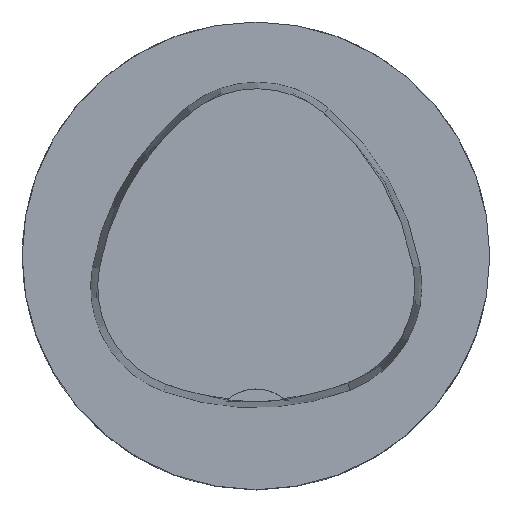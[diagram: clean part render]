
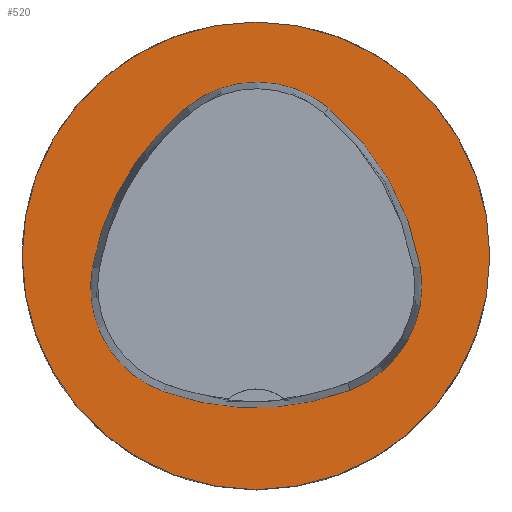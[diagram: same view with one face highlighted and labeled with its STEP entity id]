
A CAD part, top view. The second image highlights one B-rep face of the part: STEP entity #520.
In plain terms, the highlighted planar face has unit normal (0, 0, 1).
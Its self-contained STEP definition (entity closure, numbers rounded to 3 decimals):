
#462=FACE_BOUND('',#764,.T.);
#463=FACE_BOUND('',#765,.T.);
#520=ADVANCED_FACE('',(#462,#463),#603,.T.);
#603=PLANE('',#1889);
#764=EDGE_LOOP('',(#999,#1000,#1001,#1002,#1003,#1004));
#765=EDGE_LOOP('',(#1005));
#999=ORIENTED_EDGE('',*,*,#1546,.T.);
#1000=ORIENTED_EDGE('',*,*,#1526,.T.);
#1001=ORIENTED_EDGE('',*,*,#1530,.T.);
#1002=ORIENTED_EDGE('',*,*,#1533,.T.);
#1003=ORIENTED_EDGE('',*,*,#1536,.T.);
#1004=ORIENTED_EDGE('',*,*,#1544,.T.);
#1005=ORIENTED_EDGE('',*,*,#1517,.F.);
#1348=VERTEX_POINT('',#2720);
#1357=VERTEX_POINT('',#2739);
#1358=VERTEX_POINT('',#2740);
#1361=VERTEX_POINT('',#2748);
#1363=VERTEX_POINT('',#2754);
#1365=VERTEX_POINT('',#2760);
#1372=VERTEX_POINT('',#2781);
#1517=EDGE_CURVE('',#1348,#1348,#1702,.T.);
#1526=EDGE_CURVE('',#1357,#1358,#1703,.T.);
#1530=EDGE_CURVE('',#1358,#1361,#1705,.T.);
#1533=EDGE_CURVE('',#1361,#1363,#1707,.T.);
#1536=EDGE_CURVE('',#1363,#1365,#1709,.T.);
#1544=EDGE_CURVE('',#1365,#1372,#1713,.T.);
#1546=EDGE_CURVE('',#1372,#1357,#1715,.T.);
#1702=CIRCLE('',#1861,31.5);
#1703=CIRCLE('',#1867,36.);
#1705=CIRCLE('',#1870,15.);
#1707=CIRCLE('',#1873,36.);
#1709=CIRCLE('',#1876,15.);
#1713=CIRCLE('',#1881,36.);
#1715=CIRCLE('',#1884,15.);
#1861=AXIS2_PLACEMENT_3D('',#2719,#2138,#2139);
#1867=AXIS2_PLACEMENT_3D('',#2738,#2154,#2155);
#1870=AXIS2_PLACEMENT_3D('',#2747,#2162,#2163);
#1873=AXIS2_PLACEMENT_3D('',#2753,#2169,#2170);
#1876=AXIS2_PLACEMENT_3D('',#2759,#2176,#2177);
#1881=AXIS2_PLACEMENT_3D('',#2782,#2188,#2189);
#1884=AXIS2_PLACEMENT_3D('',#2785,#2194,#2195);
#1889=AXIS2_PLACEMENT_3D('',#2790,#2204,#2205);
#2138=DIRECTION('',(0.,0.,-1.));
#2139=DIRECTION('',(-1.,0.,0.));
#2154=DIRECTION('',(0.,0.,-1.));
#2155=DIRECTION('',(-1.,0.,0.));
#2162=DIRECTION('',(0.,0.,-1.));
#2163=DIRECTION('',(-1.,0.,0.));
#2169=DIRECTION('',(0.,0.,-1.));
#2170=DIRECTION('',(-1.,0.,0.));
#2176=DIRECTION('',(0.,0.,-1.));
#2177=DIRECTION('',(-1.,0.,0.));
#2188=DIRECTION('',(0.,0.,-1.));
#2189=DIRECTION('',(-1.,0.,0.));
#2194=DIRECTION('',(0.,0.,-1.));
#2195=DIRECTION('',(-1.,0.,0.));
#2204=DIRECTION('',(0.,0.,1.));
#2205=DIRECTION('',(1.,0.,0.));
#2719=CARTESIAN_POINT('',(0.,0.,0.));
#2720=CARTESIAN_POINT('',(-31.5,0.,0.));
#2738=CARTESIAN_POINT('',(13.398,-7.893,0.));
#2739=CARTESIAN_POINT('',(-22.041,-1.562,0.));
#2740=CARTESIAN_POINT('',(-9.317,20.036,0.));
#2747=CARTESIAN_POINT('',(0.148,8.399,0.));
#2748=CARTESIAN_POINT('',(9.779,19.898,0.));
#2753=CARTESIAN_POINT('',(-13.337,-7.7,0.));
#2754=CARTESIAN_POINT('',(22.122,-1.48,0.));
#2759=CARTESIAN_POINT('',(7.347,-4.071,0.));
#2760=CARTESIAN_POINT('',(12.693,-18.087,0.));
#2781=CARTESIAN_POINT('',(-12.373,-18.307,0.));
#2782=CARTESIAN_POINT('',(-0.137,15.55,0.));
#2785=CARTESIAN_POINT('',(-7.275,-4.2,0.));
#2790=CARTESIAN_POINT('',(0.,0.,0.));
